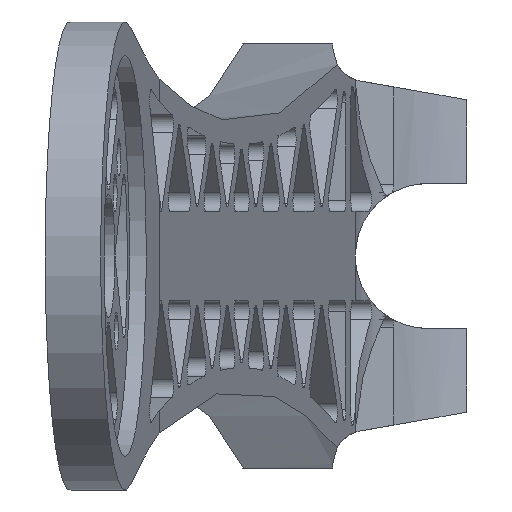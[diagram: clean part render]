
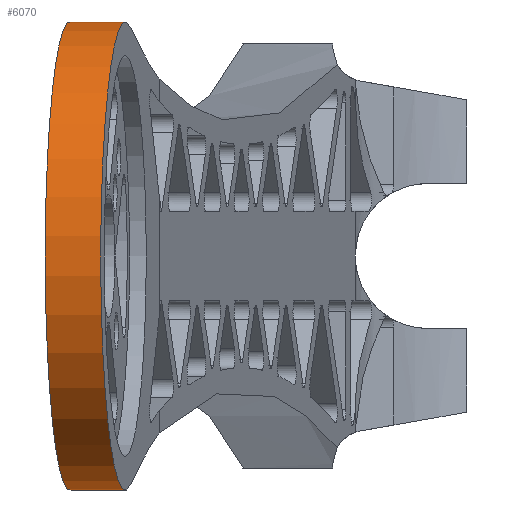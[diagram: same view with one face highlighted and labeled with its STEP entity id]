
A CAD part, left-side view. The second image highlights one B-rep face of the part: STEP entity #6070.
In plain terms, the highlighted cylindrical face has radius 21 mm (diameter 42 mm), a partial arc.
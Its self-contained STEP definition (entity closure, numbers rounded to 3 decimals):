
#620=FACE_OUTER_BOUND('',#984,.T.);
#984=EDGE_LOOP('',(#5450,#5451,#5452,#5453));
#1486=LINE('',#10450,#2008);
#1491=LINE('',#10463,#2013);
#2008=VECTOR('',#8433,10.);
#2013=VECTOR('',#8448,10.);
#2100=CIRCLE('',#6294,21.);
#2303=CIRCLE('',#6723,21.);
#2580=VERTEX_POINT('',#9357);
#2581=VERTEX_POINT('',#9359);
#2889=VERTEX_POINT('',#10448);
#2890=VERTEX_POINT('',#10453);
#3229=EDGE_CURVE('',#2580,#2581,#2100,.T.);
#3763=EDGE_CURVE('',#2889,#2580,#1486,.T.);
#3766=EDGE_CURVE('',#2889,#2890,#2303,.T.);
#3770=EDGE_CURVE('',#2581,#2890,#1491,.T.);
#5450=ORIENTED_EDGE('',*,*,#3763,.F.);
#5451=ORIENTED_EDGE('',*,*,#3766,.T.);
#5452=ORIENTED_EDGE('',*,*,#3770,.F.);
#5453=ORIENTED_EDGE('',*,*,#3229,.F.);
#5799=CYLINDRICAL_SURFACE('',#6725,21.);
#6070=ADVANCED_FACE('',(#620),#5799,.T.);
#6294=AXIS2_PLACEMENT_3D('',#9360,#7254,#7255);
#6723=AXIS2_PLACEMENT_3D('',#10455,#8439,#8440);
#6725=AXIS2_PLACEMENT_3D('',#10462,#8446,#8447);
#7254=DIRECTION('center_axis',(0.105,0.995,0.));
#7255=DIRECTION('ref_axis',(0.424,-0.045,0.905));
#8433=DIRECTION('',(0.105,0.995,0.));
#8439=DIRECTION('center_axis',(0.105,0.995,0.));
#8440=DIRECTION('ref_axis',(0.995,-0.105,0.));
#8446=DIRECTION('center_axis',(-0.105,-0.995,0.));
#8447=DIRECTION('ref_axis',(-0.995,0.105,0.));
#8448=DIRECTION('',(-0.105,-0.995,0.));
#9357=CARTESIAN_POINT('',(-170.543,16.587,-20.475));
#9359=CARTESIAN_POINT('',(-170.543,16.587,20.475));
#9360=CARTESIAN_POINT('Origin',(-175.184,17.075,0.));
#10448=CARTESIAN_POINT('',(-171.066,11.614,-20.475));
#10450=CARTESIAN_POINT('',(-170.543,16.587,-20.475));
#10453=CARTESIAN_POINT('',(-171.066,11.614,20.475));
#10455=CARTESIAN_POINT('Origin',(-175.706,12.102,0.));
#10462=CARTESIAN_POINT('Origin',(-175.184,17.075,0.));
#10463=CARTESIAN_POINT('',(-170.543,16.587,20.475));
